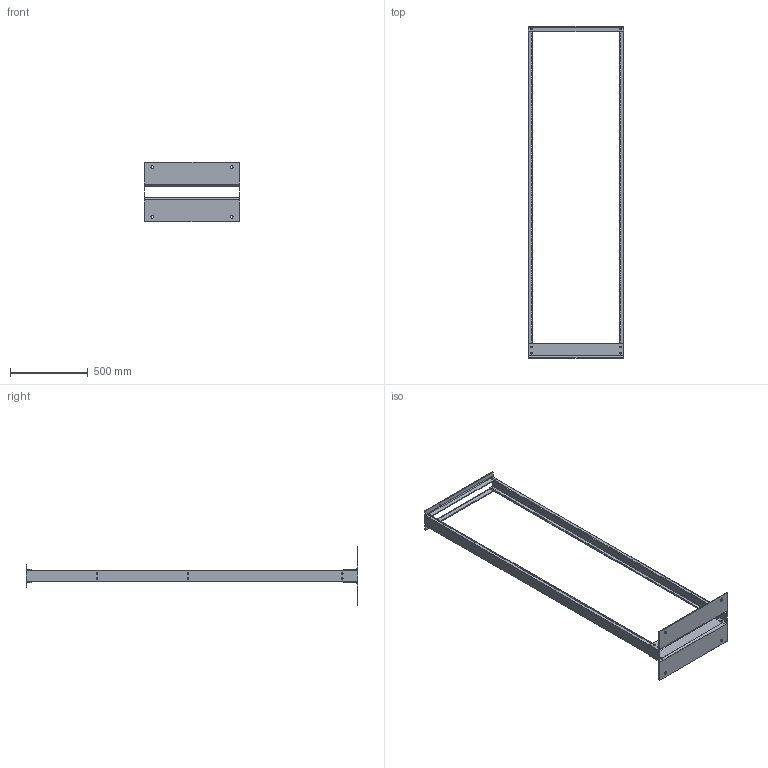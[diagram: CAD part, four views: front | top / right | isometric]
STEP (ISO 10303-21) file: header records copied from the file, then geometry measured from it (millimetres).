
FILE_DESCRIPTION (( 'STEP AP214' ), '1' );
FILE_NAME ('LC23IN2P45U-T_3D.step', '2024-03-11T20:08:41', ( '' ), ( '' ), 'SwSTEP 2.0', 'SolidWorks 2022', '' );
FILE_SCHEMA (( 'AUTOMOTIVE_DESIGN' ));
Length unit declared in the file: inch
Products named in the file (5): 10.10.030302.0003_2; 10.20.030301.0006_2; 10.10.030301.0007_45U-Ô²¿×_2; 10.10.030303.0001_2; LC23IN2P45U-T_3D
Assembly tree (7 placements, depth 3):
  LC23IN2P45U-T_3D
    10.10.030303.0001_2  x2
    10.10.030302.0003_2  x2
    10.20.030301.0006_2  x2
      10.10.030301.0007_45U-Ô²¿×_2
Bounding box: 616.45 x 2133.1 x 381 mm (x, y, z)
Volume: 3225925.8 mm3; surface area: 1923812.7 mm2
Topology: 6 solids, 6 shells, 1260 faces, 3744 edges, 2496 vertices
Faces by surface type: cylinder 1208, plane 52
Entity records: 23258 total; most frequent: DIRECTION 4362, CARTESIAN_POINT 3761, ORIENTED_EDGE 3744, EDGE_CURVE 1872, AXIS2_PLACEMENT_3D 1849, VERTEX_POINT 1248, EDGE_LOOP 1214, CIRCLE 1208
